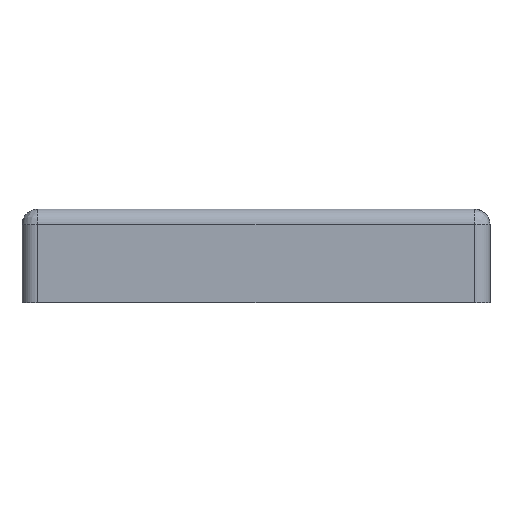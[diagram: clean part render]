
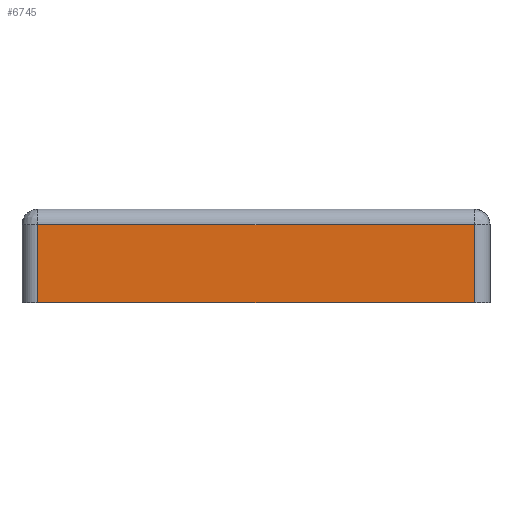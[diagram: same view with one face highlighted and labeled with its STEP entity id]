
A CAD part, front view. The second image highlights one B-rep face of the part: STEP entity #6745.
In plain terms, the highlighted planar face has unit normal (0, -1, 0).
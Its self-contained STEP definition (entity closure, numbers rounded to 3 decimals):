
#316 = ORIENTED_EDGE ( 'NONE', *, *, #7139, .F. ) ;
#488 = LINE ( 'NONE', #6950, #6015 ) ;
#994 = CARTESIAN_POINT ( 'NONE',  ( -28., -30., 10. ) ) ;
#1337 = CARTESIAN_POINT ( 'NONE',  ( -30., -30., 12. ) ) ;
#1484 = CARTESIAN_POINT ( 'NONE',  ( -28., -30., 12. ) ) ;
#2096 = DIRECTION ( 'NONE',  ( 0., 0., 1. ) ) ;
#2240 = EDGE_CURVE ( 'NONE', #4092, #8760, #8330, .T. ) ;
#2311 = AXIS2_PLACEMENT_3D ( 'NONE', #1337, #6380, #2096 ) ;
#2789 = VECTOR ( 'NONE', #6515, 1000. ) ;
#3462 = VECTOR ( 'NONE', #4129, 1000. ) ;
#3523 = ORIENTED_EDGE ( 'NONE', *, *, #4780, .F. ) ;
#3729 = DIRECTION ( 'NONE',  ( -1., 0., 0. ) ) ;
#3922 = ORIENTED_EDGE ( 'NONE', *, *, #8602, .F. ) ;
#4092 = VERTEX_POINT ( 'NONE', #5684 ) ;
#4097 = CARTESIAN_POINT ( 'NONE',  ( 28., -30., 0. ) ) ;
#4129 = DIRECTION ( 'NONE',  ( 1., 0., 0. ) ) ;
#4780 = EDGE_CURVE ( 'NONE', #6296, #9174, #488, .T. ) ;
#5594 = LINE ( 'NONE', #7714, #3462 ) ;
#5684 = CARTESIAN_POINT ( 'NONE',  ( -28., -30., 0. ) ) ;
#6015 = VECTOR ( 'NONE', #7690, 1000. ) ;
#6296 = VERTEX_POINT ( 'NONE', #7261 ) ;
#6346 = PLANE ( 'NONE',  #2311 ) ;
#6380 = DIRECTION ( 'NONE',  ( 0., 1., 0. ) ) ;
#6515 = DIRECTION ( 'NONE',  ( 0., 0., 1. ) ) ;
#6531 = FACE_OUTER_BOUND ( 'NONE', #9210, .T. ) ;
#6637 = ORIENTED_EDGE ( 'NONE', *, *, #2240, .F. ) ;
#6745 = ADVANCED_FACE ( 'NONE', ( #6531 ), #6346, .F. ) ;
#6805 = LINE ( 'NONE', #7238, #8764 ) ;
#6950 = CARTESIAN_POINT ( 'NONE',  ( 28., -30., 12. ) ) ;
#7139 = EDGE_CURVE ( 'NONE', #8760, #6296, #5594, .T. ) ;
#7238 = CARTESIAN_POINT ( 'NONE',  ( -30., -30., 0. ) ) ;
#7261 = CARTESIAN_POINT ( 'NONE',  ( 28., -30., 10. ) ) ;
#7690 = DIRECTION ( 'NONE',  ( 0., 0., -1. ) ) ;
#7714 = CARTESIAN_POINT ( 'NONE',  ( 30., -30., 10. ) ) ;
#8330 = LINE ( 'NONE', #1484, #2789 ) ;
#8602 = EDGE_CURVE ( 'NONE', #9174, #4092, #6805, .T. ) ;
#8760 = VERTEX_POINT ( 'NONE', #994 ) ;
#8764 = VECTOR ( 'NONE', #3729, 1000. ) ;
#9174 = VERTEX_POINT ( 'NONE', #4097 ) ;
#9210 = EDGE_LOOP ( 'NONE', ( #316, #6637, #3922, #3523 ) ) ;
